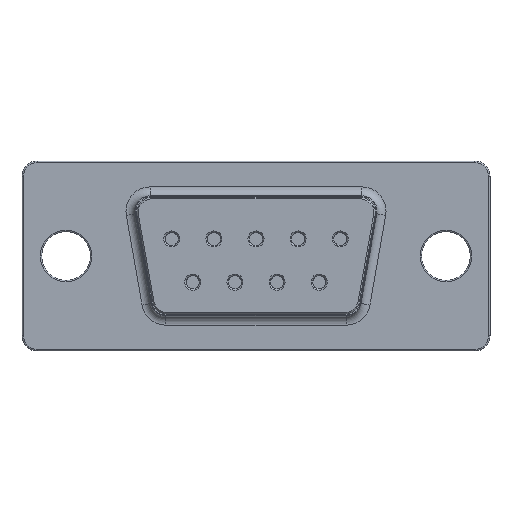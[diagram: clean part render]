
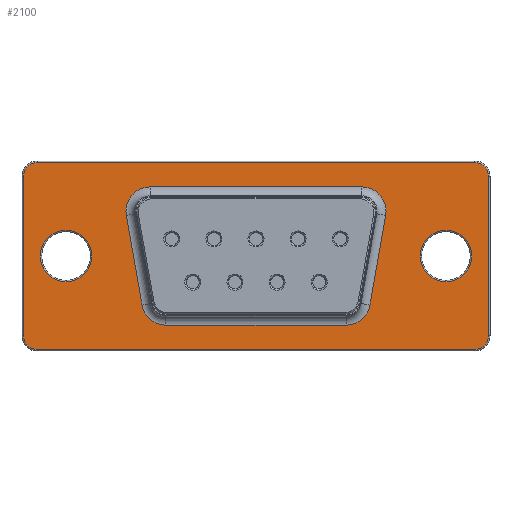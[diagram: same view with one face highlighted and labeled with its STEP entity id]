
A CAD part, top view. The second image highlights one B-rep face of the part: STEP entity #2100.
In plain terms, the highlighted planar face has unit normal (0, 0, 1).
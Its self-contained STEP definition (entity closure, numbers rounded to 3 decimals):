
#1849 = VERTEX_POINT('',#1850);
#1850 = CARTESIAN_POINT('',(-19.94,4.73,4.7));
#1859 = VERTEX_POINT('',#1860);
#1860 = CARTESIAN_POINT('',(-20.84,3.83,4.7));
#1867 = EDGE_CURVE('',#1849,#1859,#1868,.T.);
#1868 = CIRCLE('',#1869,0.9);
#1869 = AXIS2_PLACEMENT_3D('',#1870,#1871,#1872);
#1870 = CARTESIAN_POINT('',(-19.94,3.83,4.7));
#1871 = DIRECTION('',(0.,0.,1.));
#1872 = DIRECTION('',(0.,1.,0.));
#1883 = VERTEX_POINT('',#1884);
#1884 = CARTESIAN_POINT('',(8.86,4.73,4.7));
#1891 = EDGE_CURVE('',#1883,#1849,#1892,.T.);
#1892 = LINE('',#1893,#1894);
#1893 = CARTESIAN_POINT('',(8.86,4.73,4.7));
#1894 = VECTOR('',#1895,1.);
#1895 = DIRECTION('',(-1.,0.,0.));
#1908 = EDGE_CURVE('',#1859,#1909,#1911,.T.);
#1909 = VERTEX_POINT('',#1910);
#1910 = CARTESIAN_POINT('',(-20.84,-6.67,4.7));
#1911 = LINE('',#1912,#1913);
#1912 = CARTESIAN_POINT('',(-20.84,3.83,4.7));
#1913 = VECTOR('',#1914,1.);
#1914 = DIRECTION('',(0.,-1.,0.));
#1933 = VERTEX_POINT('',#1934);
#1934 = CARTESIAN_POINT('',(9.76,3.83,4.7));
#1943 = EDGE_CURVE('',#1933,#1883,#1944,.T.);
#1944 = CIRCLE('',#1945,0.9);
#1945 = AXIS2_PLACEMENT_3D('',#1946,#1947,#1948);
#1946 = CARTESIAN_POINT('',(8.86,3.83,4.7));
#1947 = DIRECTION('',(0.,0.,1.));
#1948 = DIRECTION('',(1.,0.,0.));
#1961 = VERTEX_POINT('',#1962);
#1962 = CARTESIAN_POINT('',(-19.94,-7.57,4.7));
#1969 = EDGE_CURVE('',#1909,#1961,#1970,.T.);
#1970 = CIRCLE('',#1971,0.9);
#1971 = AXIS2_PLACEMENT_3D('',#1972,#1973,#1974);
#1972 = CARTESIAN_POINT('',(-19.94,-6.67,4.7));
#1973 = DIRECTION('',(0.,0.,1.));
#1974 = DIRECTION('',(-1.,0.,0.));
#1985 = VERTEX_POINT('',#1986);
#1986 = CARTESIAN_POINT('',(9.76,-6.67,4.7));
#1993 = EDGE_CURVE('',#1985,#1933,#1994,.T.);
#1994 = LINE('',#1995,#1996);
#1995 = CARTESIAN_POINT('',(9.76,-6.67,4.7));
#1996 = VECTOR('',#1997,1.);
#1997 = DIRECTION('',(0.,1.,0.));
#2010 = EDGE_CURVE('',#1961,#2011,#2013,.T.);
#2011 = VERTEX_POINT('',#2012);
#2012 = CARTESIAN_POINT('',(8.86,-7.57,4.7));
#2013 = LINE('',#2014,#2015);
#2014 = CARTESIAN_POINT('',(-19.94,-7.57,4.7));
#2015 = VECTOR('',#2016,1.);
#2016 = DIRECTION('',(1.,0.,0.));
#2037 = EDGE_CURVE('',#2011,#1985,#2038,.T.);
#2038 = CIRCLE('',#2039,0.9);
#2039 = AXIS2_PLACEMENT_3D('',#2040,#2041,#2042);
#2040 = CARTESIAN_POINT('',(8.86,-6.67,4.7));
#2041 = DIRECTION('',(0.,0.,1.));
#2042 = DIRECTION('',(0.,-1.,0.));
#2053 = VERTEX_POINT('',#2054);
#2054 = CARTESIAN_POINT('',(8.66,-1.42,4.7));
#2063 = EDGE_CURVE('',#2053,#2053,#2064,.T.);
#2064 = CIRCLE('',#2065,1.7);
#2065 = AXIS2_PLACEMENT_3D('',#2066,#2067,#2068);
#2066 = CARTESIAN_POINT('',(6.96,-1.42,4.7));
#2067 = DIRECTION('',(0.,0.,1.));
#2068 = DIRECTION('',(1.,0.,0.));
#2079 = VERTEX_POINT('',#2080);
#2080 = CARTESIAN_POINT('',(-16.34,-1.42,4.7));
#2089 = EDGE_CURVE('',#2079,#2079,#2090,.T.);
#2090 = CIRCLE('',#2091,1.7);
#2091 = AXIS2_PLACEMENT_3D('',#2092,#2093,#2094);
#2092 = CARTESIAN_POINT('',(-18.04,-1.42,4.7));
#2093 = DIRECTION('',(0.,0.,1.));
#2094 = DIRECTION('',(1.,0.,0.));
#2100 = ADVANCED_FACE('',(#2101,#2171,#2181,#2184),#2187,.T.);
#2101 = FACE_BOUND('',#2102,.T.);
#2102 = EDGE_LOOP('',(#2103,#2113,#2122,#2130,#2139,#2147,#2156,#2164));
#2103 = ORIENTED_EDGE('',*,*,#2104,.T.);
#2104 = EDGE_CURVE('',#2105,#2107,#2109,.T.);
#2105 = VERTEX_POINT('',#2106);
#2106 = CARTESIAN_POINT('',(-13.041,-4.646,4.7));
#2107 = VERTEX_POINT('',#2108);
#2108 = CARTESIAN_POINT('',(-14.075,1.254,4.7));
#2109 = LINE('',#2110,#2111);
#2110 = CARTESIAN_POINT('',(-13.041,-4.646,4.7));
#2111 = VECTOR('',#2112,1.);
#2112 = DIRECTION('',(-0.173,0.985,0.));
#2113 = ORIENTED_EDGE('',*,*,#2114,.T.);
#2114 = EDGE_CURVE('',#2107,#2115,#2117,.T.);
#2115 = VERTEX_POINT('',#2116);
#2116 = CARTESIAN_POINT('',(-12.499,3.13,4.7));
#2117 = CIRCLE('',#2118,1.6);
#2118 = AXIS2_PLACEMENT_3D('',#2119,#2120,#2121);
#2119 = CARTESIAN_POINT('',(-12.499,1.53,4.7));
#2120 = DIRECTION('',(0.,0.,-1.));
#2121 = DIRECTION('',(-0.985,-0.173,0.));
#2122 = ORIENTED_EDGE('',*,*,#2123,.T.);
#2123 = EDGE_CURVE('',#2115,#2124,#2126,.T.);
#2124 = VERTEX_POINT('',#2125);
#2125 = CARTESIAN_POINT('',(1.419,3.13,4.7));
#2126 = LINE('',#2127,#2128);
#2127 = CARTESIAN_POINT('',(-12.499,3.13,4.7));
#2128 = VECTOR('',#2129,1.);
#2129 = DIRECTION('',(1.,0.,0.));
#2130 = ORIENTED_EDGE('',*,*,#2131,.T.);
#2131 = EDGE_CURVE('',#2124,#2132,#2134,.T.);
#2132 = VERTEX_POINT('',#2133);
#2133 = CARTESIAN_POINT('',(2.995,1.254,4.7));
#2134 = CIRCLE('',#2135,1.6);
#2135 = AXIS2_PLACEMENT_3D('',#2136,#2137,#2138);
#2136 = CARTESIAN_POINT('',(1.419,1.53,4.7));
#2137 = DIRECTION('',(0.,0.,-1.));
#2138 = DIRECTION('',(0.,1.,0.));
#2139 = ORIENTED_EDGE('',*,*,#2140,.T.);
#2140 = EDGE_CURVE('',#2132,#2141,#2143,.T.);
#2141 = VERTEX_POINT('',#2142);
#2142 = CARTESIAN_POINT('',(1.961,-4.646,4.7));
#2143 = LINE('',#2144,#2145);
#2144 = CARTESIAN_POINT('',(2.995,1.254,4.7));
#2145 = VECTOR('',#2146,1.);
#2146 = DIRECTION('',(-0.173,-0.985,0.));
#2147 = ORIENTED_EDGE('',*,*,#2148,.T.);
#2148 = EDGE_CURVE('',#2141,#2149,#2151,.T.);
#2149 = VERTEX_POINT('',#2150);
#2150 = CARTESIAN_POINT('',(0.385,-5.97,4.7));
#2151 = CIRCLE('',#2152,1.6);
#2152 = AXIS2_PLACEMENT_3D('',#2153,#2154,#2155);
#2153 = CARTESIAN_POINT('',(0.385,-4.37,4.7));
#2154 = DIRECTION('',(0.,0.,-1.));
#2155 = DIRECTION('',(0.985,-0.173,0.));
#2156 = ORIENTED_EDGE('',*,*,#2157,.T.);
#2157 = EDGE_CURVE('',#2149,#2158,#2160,.T.);
#2158 = VERTEX_POINT('',#2159);
#2159 = CARTESIAN_POINT('',(-11.465,-5.97,4.7));
#2160 = LINE('',#2161,#2162);
#2161 = CARTESIAN_POINT('',(0.385,-5.97,4.7));
#2162 = VECTOR('',#2163,1.);
#2163 = DIRECTION('',(-1.,0.,0.));
#2164 = ORIENTED_EDGE('',*,*,#2165,.T.);
#2165 = EDGE_CURVE('',#2158,#2105,#2166,.T.);
#2166 = CIRCLE('',#2167,1.6);
#2167 = AXIS2_PLACEMENT_3D('',#2168,#2169,#2170);
#2168 = CARTESIAN_POINT('',(-11.465,-4.37,4.7));
#2169 = DIRECTION('',(0.,0.,-1.));
#2170 = DIRECTION('',(0.,-1.,0.));
#2171 = FACE_BOUND('',#2172,.T.);
#2172 = EDGE_LOOP('',(#2173,#2174,#2175,#2176,#2177,#2178,#2179,#2180));
#2173 = ORIENTED_EDGE('',*,*,#1891,.T.);
#2174 = ORIENTED_EDGE('',*,*,#1867,.T.);
#2175 = ORIENTED_EDGE('',*,*,#1908,.T.);
#2176 = ORIENTED_EDGE('',*,*,#1969,.T.);
#2177 = ORIENTED_EDGE('',*,*,#2010,.T.);
#2178 = ORIENTED_EDGE('',*,*,#2037,.T.);
#2179 = ORIENTED_EDGE('',*,*,#1993,.T.);
#2180 = ORIENTED_EDGE('',*,*,#1943,.T.);
#2181 = FACE_BOUND('',#2182,.T.);
#2182 = EDGE_LOOP('',(#2183));
#2183 = ORIENTED_EDGE('',*,*,#2089,.F.);
#2184 = FACE_BOUND('',#2185,.T.);
#2185 = EDGE_LOOP('',(#2186));
#2186 = ORIENTED_EDGE('',*,*,#2063,.F.);
#2187 = PLANE('',#2188);
#2188 = AXIS2_PLACEMENT_3D('',#2189,#2190,#2191);
#2189 = CARTESIAN_POINT('',(-5.54,-1.42,4.7));
#2190 = DIRECTION('',(0.,0.,1.));
#2191 = DIRECTION('',(1.,0.,0.));
